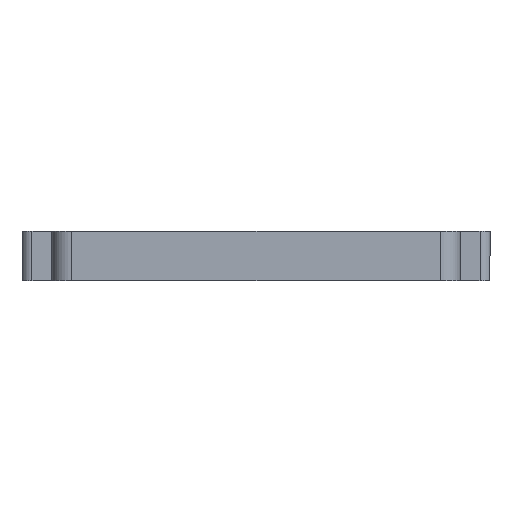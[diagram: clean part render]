
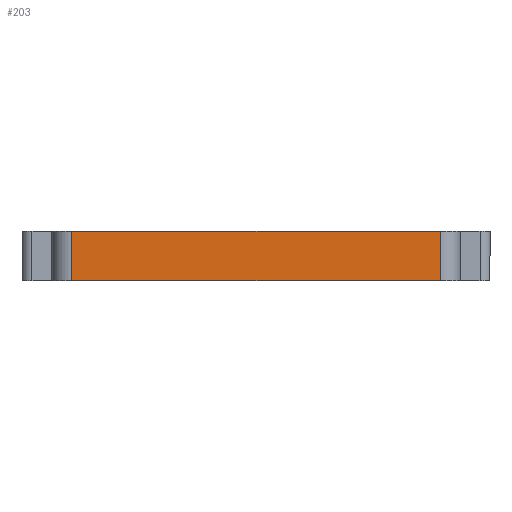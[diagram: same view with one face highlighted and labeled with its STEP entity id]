
A CAD part, front view. The second image highlights one B-rep face of the part: STEP entity #203.
In plain terms, the highlighted planar face has unit normal (0, -1, 0).
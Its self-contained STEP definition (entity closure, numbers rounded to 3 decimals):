
#22 = EDGE_CURVE ( 'NONE', #82, #153, #675, .T. ) ;
#57 = VECTOR ( 'NONE', #781, 1000. ) ;
#82 = VERTEX_POINT ( 'NONE', #159 ) ;
#92 = VECTOR ( 'NONE', #361, 1000. ) ;
#107 = EDGE_CURVE ( 'NONE', #260, #82, #272, .T. ) ;
#144 = DIRECTION ( 'NONE',  ( 1., 0., 0. ) ) ;
#153 = VERTEX_POINT ( 'NONE', #265 ) ;
#159 = CARTESIAN_POINT ( 'NONE',  ( 18.5, -43.5, -5. ) ) ;
#196 = ORIENTED_EDGE ( 'NONE', *, *, #22, .T. ) ;
#203 = ADVANCED_FACE ( 'NONE', ( #903 ), #998, .T. ) ;
#260 = VERTEX_POINT ( 'NONE', #385 ) ;
#265 = CARTESIAN_POINT ( 'NONE',  ( 18.5, -43.5, 0. ) ) ;
#272 = LINE ( 'NONE', #544, #92 ) ;
#277 = CARTESIAN_POINT ( 'NONE',  ( -20.5, -43.5, -5. ) ) ;
#288 = VECTOR ( 'NONE', #423, 1000. ) ;
#338 = ORIENTED_EDGE ( 'NONE', *, *, #798, .F. ) ;
#361 = DIRECTION ( 'NONE',  ( 1., 0., 0. ) ) ;
#385 = CARTESIAN_POINT ( 'NONE',  ( -18.5, -43.5, -5. ) ) ;
#423 = DIRECTION ( 'NONE',  ( 0., 0., -1. ) ) ;
#448 = DIRECTION ( 'NONE',  ( 0., -1., 0. ) ) ;
#451 = DIRECTION ( 'NONE',  ( 0., 0., -1. ) ) ;
#508 = EDGE_CURVE ( 'NONE', #736, #260, #513, .T. ) ;
#513 = LINE ( 'NONE', #874, #288 ) ;
#533 = ORIENTED_EDGE ( 'NONE', *, *, #107, .T. ) ;
#544 = CARTESIAN_POINT ( 'NONE',  ( -20.5, -43.5, -5. ) ) ;
#630 = AXIS2_PLACEMENT_3D ( 'NONE', #277, #448, #451 ) ;
#675 = LINE ( 'NONE', #774, #57 ) ;
#736 = VERTEX_POINT ( 'NONE', #936 ) ;
#748 = LINE ( 'NONE', #1031, #1089 ) ;
#774 = CARTESIAN_POINT ( 'NONE',  ( 18.5, -43.5, -5. ) ) ;
#781 = DIRECTION ( 'NONE',  ( 0., 0., 1. ) ) ;
#798 = EDGE_CURVE ( 'NONE', #736, #153, #748, .T. ) ;
#874 = CARTESIAN_POINT ( 'NONE',  ( -18.5, -43.5, -5. ) ) ;
#903 = FACE_OUTER_BOUND ( 'NONE', #986, .T. ) ;
#936 = CARTESIAN_POINT ( 'NONE',  ( -18.5, -43.5, 0. ) ) ;
#986 = EDGE_LOOP ( 'NONE', ( #338, #1059, #533, #196 ) ) ;
#998 = PLANE ( 'NONE',  #630 ) ;
#1031 = CARTESIAN_POINT ( 'NONE',  ( -20.5, -43.5, 0. ) ) ;
#1059 = ORIENTED_EDGE ( 'NONE', *, *, #508, .T. ) ;
#1089 = VECTOR ( 'NONE', #144, 1000. ) ;
